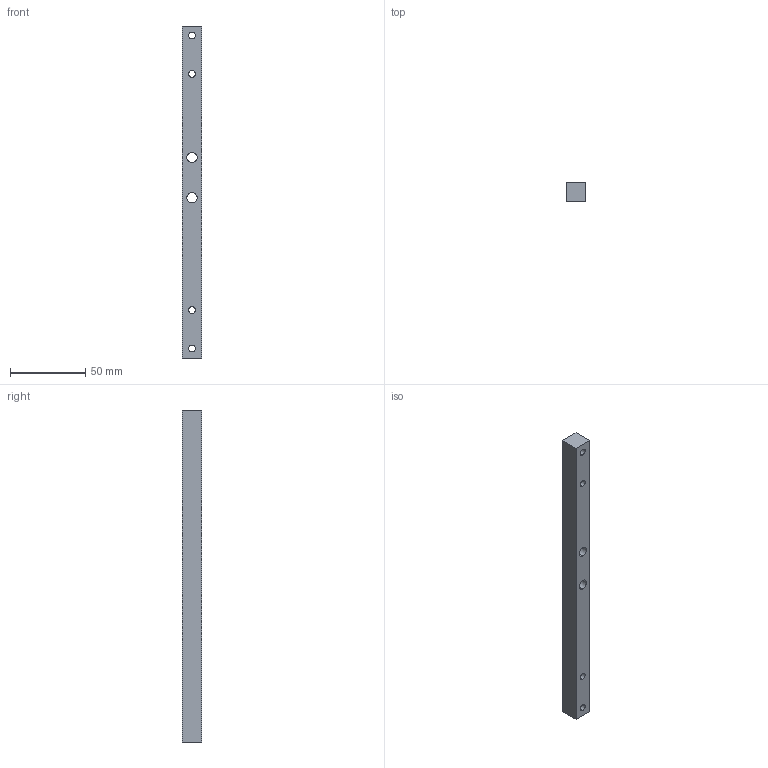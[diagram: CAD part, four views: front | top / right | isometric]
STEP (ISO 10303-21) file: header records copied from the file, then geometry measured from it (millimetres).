
FILE_DESCRIPTION (( 'STEP AP203' ), '1' );
FILE_NAME ('D0901935-v1_AdvLIGO_SUS_HSTS_Blade Guard Crosspiece HSTS.STEP', '2010-06-08T18:13:01', ( 'Dwayne Giardina' ), ( 'CA Institute of Technology' ), 'SwSTEP 2.0', 'SolidWorks 2009', '' );
FILE_SCHEMA (( 'CONFIG_CONTROL_DESIGN' ));
Length unit declared in the file: inch
Products named in the file (1): D0901935-v1_AdvLIGO_SUS_HSTS_Blade Guard Crosspiece HSTS
Bounding box: 12.7 x 12.7 x 219.96 mm (x, y, z)
Volume: 33200.9 mm3; surface area: 12663.1 mm2
Topology: 1 solids, 1 shells, 30 faces, 72 edges, 48 vertices
Faces by surface type: cylinder 20, plane 10
Entity records: 999 total; most frequent: DIRECTION 174, CARTESIAN_POINT 151, ORIENTED_EDGE 144, EDGE_CURVE 72, AXIS2_PLACEMENT_3D 71, VERTEX_POINT 48, EDGE_LOOP 46, CIRCLE 40
